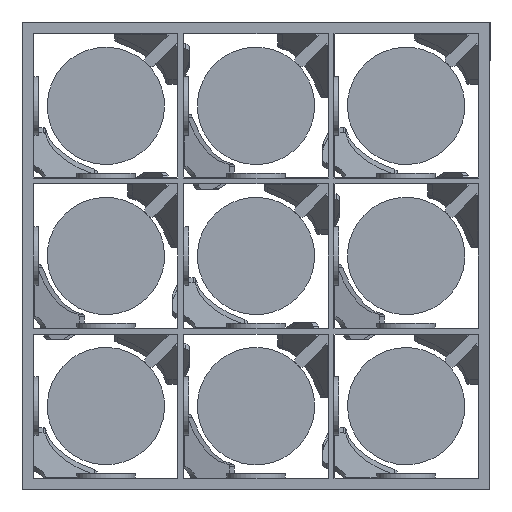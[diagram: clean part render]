
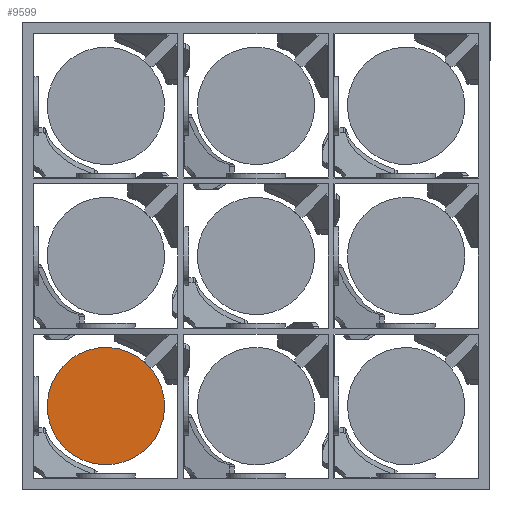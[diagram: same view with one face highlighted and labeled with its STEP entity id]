
A CAD part, left-side view. The second image highlights one B-rep face of the part: STEP entity #9599.
In plain terms, the highlighted face is planar.
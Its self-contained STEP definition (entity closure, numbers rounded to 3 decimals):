
#2606=FACE_OUTER_BOUND('',#3314,.T.);
#3314=EDGE_LOOP('',(#6818));
#3887=CIRCLE('',#10337,5.);
#4365=VERTEX_POINT('',#14730);
#5281=EDGE_CURVE('',#4365,#4365,#3887,.T.);
#6818=ORIENTED_EDGE('',*,*,#5281,.T.);
#9178=PLANE('',#10336);
#9599=ADVANCED_FACE('',(#2606),#9178,.F.);
#10336=AXIS2_PLACEMENT_3D('',#14729,#11739,#11740);
#10337=AXIS2_PLACEMENT_3D('',#14731,#11741,#11742);
#11739=DIRECTION('center_axis',(0.,1.,0.));
#11740=DIRECTION('ref_axis',(0.,0.,1.));
#11741=DIRECTION('center_axis',(0.,-1.,0.));
#11742=DIRECTION('ref_axis',(-1.,0.,0.));
#14729=CARTESIAN_POINT('Origin',(0.,-158.237,0.));
#14730=CARTESIAN_POINT('',(5.,-158.237,0.));
#14731=CARTESIAN_POINT('Origin',(0.,-158.237,0.));
